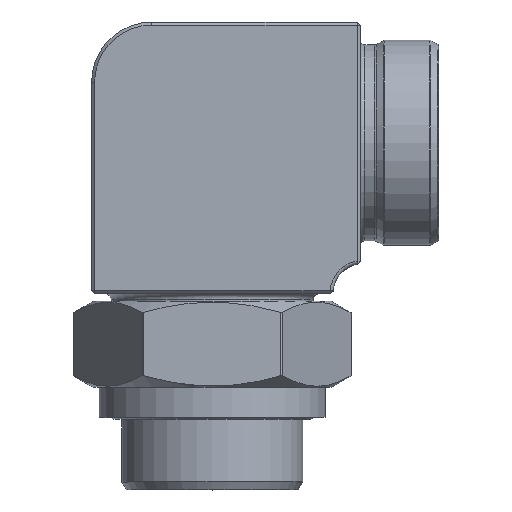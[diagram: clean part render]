
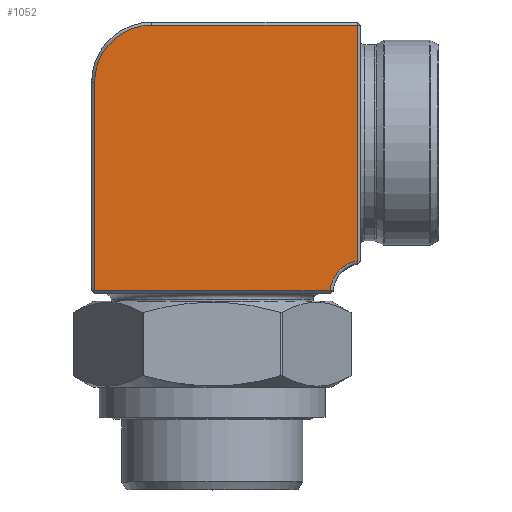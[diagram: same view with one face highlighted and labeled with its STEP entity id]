
A CAD part, top view. The second image highlights one B-rep face of the part: STEP entity #1052.
In plain terms, the highlighted planar face has unit normal (0, 0, 1).
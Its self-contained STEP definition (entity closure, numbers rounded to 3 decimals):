
#152=PLANE('',#1385);
#215=FACE_OUTER_BOUND('',#254,.T.);
#254=EDGE_LOOP('',(#476,#477,#478,#479,#480,#481));
#399=CIRCLE('',#1383,11.);
#400=CIRCLE('',#1384,19.);
#476=ORIENTED_EDGE('',*,*,#780,.T.);
#477=ORIENTED_EDGE('',*,*,#781,.T.);
#478=ORIENTED_EDGE('',*,*,#782,.T.);
#479=ORIENTED_EDGE('',*,*,#783,.T.);
#480=ORIENTED_EDGE('',*,*,#784,.T.);
#481=ORIENTED_EDGE('',*,*,#785,.T.);
#780=EDGE_CURVE('',#1271,#1272,#930,.T.);
#781=EDGE_CURVE('',#1272,#1273,#399,.T.);
#782=EDGE_CURVE('',#1273,#1274,#931,.T.);
#783=EDGE_CURVE('',#1274,#1275,#932,.T.);
#784=EDGE_CURVE('',#1275,#1276,#400,.T.);
#785=EDGE_CURVE('',#1276,#1271,#933,.T.);
#930=LINE('',#1968,#988);
#931=LINE('',#1973,#989);
#932=LINE('',#1975,#990);
#933=LINE('',#1979,#991);
#988=VECTOR('',#1567,1.);
#989=VECTOR('',#1570,1.);
#990=VECTOR('',#1571,1.);
#991=VECTOR('',#1574,1.);
#1052=ADVANCED_FACE('',(#215),#152,.T.);
#1271=VERTEX_POINT('',#1969);
#1272=VERTEX_POINT('',#1970);
#1273=VERTEX_POINT('',#1972);
#1274=VERTEX_POINT('',#1974);
#1275=VERTEX_POINT('',#1976);
#1276=VERTEX_POINT('',#1978);
#1383=AXIS2_PLACEMENT_3D('',#1971,#1568,#1569);
#1384=AXIS2_PLACEMENT_3D('',#1977,#1572,#1573);
#1385=AXIS2_PLACEMENT_3D('',#1980,#1575,#1576);
#1567=DIRECTION('',(1.,0.,0.));
#1568=DIRECTION('',(0.,0.,-1.));
#1569=DIRECTION('',(1.,0.,0.));
#1570=DIRECTION('',(0.,1.,0.));
#1571=DIRECTION('',(-1.,0.,0.));
#1572=DIRECTION('',(0.,0.,1.));
#1573=DIRECTION('',(1.,0.,0.));
#1574=DIRECTION('',(0.,-1.,0.));
#1575=DIRECTION('',(0.,0.,1.));
#1576=DIRECTION('',(1.,0.,0.));
#1968=CARTESIAN_POINT('',(40.,-49.,80.));
#1969=CARTESIAN_POINT('',(-39.,-49.,80.));
#1970=CARTESIAN_POINT('',(39.046,-49.,80.));
#1971=CARTESIAN_POINT('',(50.,-50.,80.));
#1972=CARTESIAN_POINT('',(48.,-39.183,80.));
#1973=CARTESIAN_POINT('',(48.,-110.,80.));
#1974=CARTESIAN_POINT('',(48.,39.,80.));
#1975=CARTESIAN_POINT('',(-20.,39.,80.));
#1976=CARTESIAN_POINT('',(-20.,39.,80.));
#1977=CARTESIAN_POINT('',(-20.,20.,80.));
#1978=CARTESIAN_POINT('',(-39.,20.,80.));
#1979=CARTESIAN_POINT('',(-39.,-50.,80.));
#1980=CARTESIAN_POINT('',(-30.,-110.,80.));
